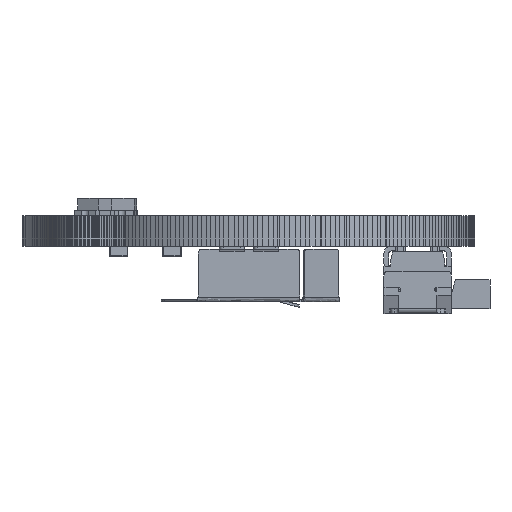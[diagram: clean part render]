
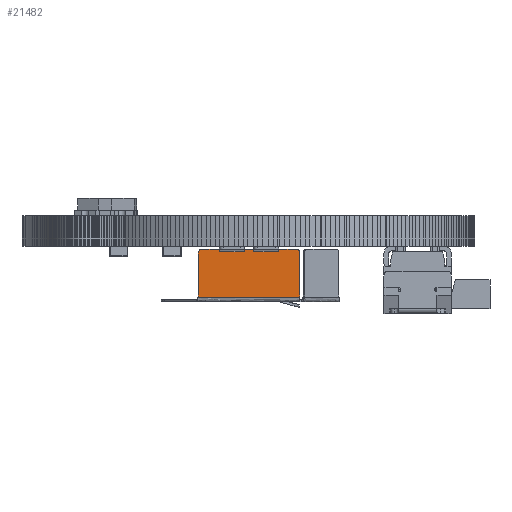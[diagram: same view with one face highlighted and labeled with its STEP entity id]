
A CAD part, left-side view. The second image highlights one B-rep face of the part: STEP entity #21482.
In plain terms, the highlighted face is planar.
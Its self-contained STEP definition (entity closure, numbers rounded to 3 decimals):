
#55=ELLIPSE('',#22909,0.257,0.184);
#57=ELLIPSE('',#22913,0.257,0.184);
#1096=PLANE('',#22912);
#2134=FACE_OUTER_BOUND('',#3239,.T.);
#3239=EDGE_LOOP('',(#19424,#19425,#19426,#19427,#19428,#19429,#19430,#19431,
#19432,#19433,#19434,#19435,#19436,#19437,#19438,#19439,#19440,#19441,#19442,
#19443,#19444,#19445));
#5835=LINE('',#34134,#8521);
#5838=LINE('',#34140,#8524);
#5839=LINE('',#34142,#8525);
#5840=LINE('',#34144,#8526);
#5841=LINE('',#34146,#8527);
#5842=LINE('',#34148,#8528);
#5843=LINE('',#34150,#8529);
#5844=LINE('',#34152,#8530);
#5845=LINE('',#34154,#8531);
#5846=LINE('',#34156,#8532);
#5847=LINE('',#34158,#8533);
#5848=LINE('',#34160,#8534);
#5849=LINE('',#34162,#8535);
#5850=LINE('',#34164,#8536);
#5851=LINE('',#34166,#8537);
#5852=LINE('',#34168,#8538);
#5853=LINE('',#34170,#8539);
#5854=LINE('',#34172,#8540);
#5855=LINE('',#34176,#8541);
#5856=LINE('',#34177,#8542);
#8521=VECTOR('',#27994,0.185);
#8524=VECTOR('',#27999,6.129);
#8525=VECTOR('',#28000,8.571);
#8526=VECTOR('',#28001,6.129);
#8527=VECTOR('',#28002,8.571);
#8528=VECTOR('',#28003,6.129);
#8529=VECTOR('',#28004,8.571);
#8530=VECTOR('',#28005,6.129);
#8531=VECTOR('',#28006,8.571);
#8532=VECTOR('',#28007,6.129);
#8533=VECTOR('',#28008,8.571);
#8534=VECTOR('',#28009,6.129);
#8535=VECTOR('',#28010,8.571);
#8536=VECTOR('',#28011,6.129);
#8537=VECTOR('',#28012,8.571);
#8538=VECTOR('',#28013,6.129);
#8539=VECTOR('',#28014,8.571);
#8540=VECTOR('',#28015,6.129);
#8541=VECTOR('',#28018,8.571);
#8542=VECTOR('',#28019,6.129);
#10778=VERTEX_POINT('',#34124);
#10779=VERTEX_POINT('',#34125);
#10782=VERTEX_POINT('',#34133);
#10784=VERTEX_POINT('',#34139);
#10785=VERTEX_POINT('',#34141);
#10786=VERTEX_POINT('',#34143);
#10787=VERTEX_POINT('',#34145);
#10788=VERTEX_POINT('',#34147);
#10789=VERTEX_POINT('',#34149);
#10790=VERTEX_POINT('',#34151);
#10791=VERTEX_POINT('',#34153);
#10792=VERTEX_POINT('',#34155);
#10793=VERTEX_POINT('',#34157);
#10794=VERTEX_POINT('',#34159);
#10795=VERTEX_POINT('',#34161);
#10796=VERTEX_POINT('',#34163);
#10797=VERTEX_POINT('',#34165);
#10798=VERTEX_POINT('',#34167);
#10799=VERTEX_POINT('',#34169);
#10800=VERTEX_POINT('',#34171);
#10801=VERTEX_POINT('',#34173);
#10802=VERTEX_POINT('',#34175);
#13683=EDGE_CURVE('',#10778,#10779,#55,.T.);
#13687=EDGE_CURVE('',#10782,#10779,#5835,.T.);
#13690=EDGE_CURVE('',#10778,#10784,#5838,.T.);
#13691=EDGE_CURVE('',#10784,#10785,#5839,.T.);
#13692=EDGE_CURVE('',#10785,#10786,#5840,.T.);
#13693=EDGE_CURVE('',#10786,#10787,#5841,.T.);
#13694=EDGE_CURVE('',#10787,#10788,#5842,.T.);
#13695=EDGE_CURVE('',#10788,#10789,#5843,.T.);
#13696=EDGE_CURVE('',#10789,#10790,#5844,.T.);
#13697=EDGE_CURVE('',#10790,#10791,#5845,.T.);
#13698=EDGE_CURVE('',#10791,#10792,#5846,.T.);
#13699=EDGE_CURVE('',#10792,#10793,#5847,.T.);
#13700=EDGE_CURVE('',#10793,#10794,#5848,.T.);
#13701=EDGE_CURVE('',#10794,#10795,#5849,.T.);
#13702=EDGE_CURVE('',#10795,#10796,#5850,.T.);
#13703=EDGE_CURVE('',#10796,#10797,#5851,.T.);
#13704=EDGE_CURVE('',#10797,#10798,#5852,.T.);
#13705=EDGE_CURVE('',#10798,#10799,#5853,.T.);
#13706=EDGE_CURVE('',#10799,#10800,#5854,.T.);
#13707=EDGE_CURVE('',#10801,#10800,#57,.T.);
#13708=EDGE_CURVE('',#10801,#10802,#5855,.T.);
#13709=EDGE_CURVE('',#10802,#10782,#5856,.T.);
#19424=ORIENTED_EDGE('',*,*,#13683,.F.);
#19425=ORIENTED_EDGE('',*,*,#13690,.T.);
#19426=ORIENTED_EDGE('',*,*,#13691,.T.);
#19427=ORIENTED_EDGE('',*,*,#13692,.T.);
#19428=ORIENTED_EDGE('',*,*,#13693,.T.);
#19429=ORIENTED_EDGE('',*,*,#13694,.T.);
#19430=ORIENTED_EDGE('',*,*,#13695,.T.);
#19431=ORIENTED_EDGE('',*,*,#13696,.T.);
#19432=ORIENTED_EDGE('',*,*,#13697,.T.);
#19433=ORIENTED_EDGE('',*,*,#13698,.T.);
#19434=ORIENTED_EDGE('',*,*,#13699,.T.);
#19435=ORIENTED_EDGE('',*,*,#13700,.T.);
#19436=ORIENTED_EDGE('',*,*,#13701,.T.);
#19437=ORIENTED_EDGE('',*,*,#13702,.T.);
#19438=ORIENTED_EDGE('',*,*,#13703,.T.);
#19439=ORIENTED_EDGE('',*,*,#13704,.T.);
#19440=ORIENTED_EDGE('',*,*,#13705,.T.);
#19441=ORIENTED_EDGE('',*,*,#13706,.T.);
#19442=ORIENTED_EDGE('',*,*,#13707,.F.);
#19443=ORIENTED_EDGE('',*,*,#13708,.T.);
#19444=ORIENTED_EDGE('',*,*,#13709,.T.);
#19445=ORIENTED_EDGE('',*,*,#13687,.T.);
#21482=ADVANCED_FACE('',(#2134),#1096,.T.);
#22909=AXIS2_PLACEMENT_3D('',#34126,#27986,#27987);
#22912=AXIS2_PLACEMENT_3D('',#34138,#27997,#27998);
#22913=AXIS2_PLACEMENT_3D('',#34174,#28016,#28017);
#27986=DIRECTION('center_axis',(-1.,0.,0.));
#27987=DIRECTION('ref_axis',(0.,0.,
1.));
#27994=DIRECTION('',(0.,0.,-1.));
#27997=DIRECTION('center_axis',(1.,0.,0.));
#27998=DIRECTION('ref_axis',(0.,0.,
1.));
#27999=DIRECTION('',(0.,1.,0.));
#28000=DIRECTION('',(0.,0.,1.));
#28001=DIRECTION('',(0.,1.,0.));
#28002=DIRECTION('',(0.,0.,-1.));
#28003=DIRECTION('',(0.,1.,0.));
#28004=DIRECTION('',(0.,0.,1.));
#28005=DIRECTION('',(0.,1.,0.));
#28006=DIRECTION('',(0.,0.,-1.));
#28007=DIRECTION('',(0.,1.,0.));
#28008=DIRECTION('',(0.,0.,1.));
#28009=DIRECTION('',(0.,1.,0.));
#28010=DIRECTION('',(0.,0.,-1.));
#28011=DIRECTION('',(0.,1.,0.));
#28012=DIRECTION('',(0.,0.,1.));
#28013=DIRECTION('',(0.,1.,0.));
#28014=DIRECTION('',(0.,0.,-1.));
#28015=DIRECTION('',(0.,1.,0.));
#28016=DIRECTION('center_axis',(-1.,0.,0.));
#28017=DIRECTION('ref_axis',(0.,0.,
-1.));
#28018=DIRECTION('',(0.,0.,1.));
#28019=DIRECTION('',(0.,-1.,0.));
#34124=CARTESIAN_POINT('',(7.204,-2.458,0.157));
#34125=CARTESIAN_POINT('',(7.204,-2.642,0.414));
#34126=CARTESIAN_POINT('Origin',(7.204,-2.458,0.414));
#34133=CARTESIAN_POINT('',(7.204,-2.642,2.643));
#34134=CARTESIAN_POINT('',(7.204,-2.642,3.225));
#34138=CARTESIAN_POINT('Origin',(7.204,0.015,1.555));
#34139=CARTESIAN_POINT('',(7.204,-1.54,0.157));
#34140=CARTESIAN_POINT('',(7.204,2.634,0.157));
#34141=CARTESIAN_POINT('',(7.204,-1.54,0.294));
#34142=CARTESIAN_POINT('',(7.204,-1.54,0.925));
#34143=CARTESIAN_POINT('',(7.204,-1.534,0.294));
#34144=CARTESIAN_POINT('',(7.204,-0.76,0.294));
#34145=CARTESIAN_POINT('',(7.204,-1.534,0.286));
#34146=CARTESIAN_POINT('',(7.204,-1.534,0.856));
#34147=CARTESIAN_POINT('',(7.204,-0.243,0.286));
#34148=CARTESIAN_POINT('',(7.204,-0.114,0.286));
#34149=CARTESIAN_POINT('',(7.204,-0.243,0.294));
#34150=CARTESIAN_POINT('',(7.204,-0.243,0.925));
#34151=CARTESIAN_POINT('',(7.204,-0.237,0.294));
#34152=CARTESIAN_POINT('',(7.204,-0.111,0.294));
#34153=CARTESIAN_POINT('',(7.204,-0.237,0.157));
#34154=CARTESIAN_POINT('',(7.204,-0.237,0.856));
#34155=CARTESIAN_POINT('',(7.204,0.233,0.157));
#34156=CARTESIAN_POINT('',(7.204,2.634,0.157));
#34157=CARTESIAN_POINT('',(7.204,0.233,0.294));
#34158=CARTESIAN_POINT('',(7.204,0.233,0.856));
#34159=CARTESIAN_POINT('',(7.204,0.239,0.294));
#34160=CARTESIAN_POINT('',(7.204,0.124,0.294));
#34161=CARTESIAN_POINT('',(7.204,0.239,0.286));
#34162=CARTESIAN_POINT('',(7.204,0.239,0.925));
#34163=CARTESIAN_POINT('',(7.204,1.53,0.286));
#34164=CARTESIAN_POINT('',(7.204,0.127,0.286));
#34165=CARTESIAN_POINT('',(7.204,1.53,0.294));
#34166=CARTESIAN_POINT('',(7.204,1.53,0.856));
#34167=CARTESIAN_POINT('',(7.204,1.536,0.294));
#34168=CARTESIAN_POINT('',(7.204,0.773,0.294));
#34169=CARTESIAN_POINT('',(7.204,1.536,0.157));
#34170=CARTESIAN_POINT('',(7.204,1.536,0.925));
#34171=CARTESIAN_POINT('',(7.204,2.45,0.157));
#34172=CARTESIAN_POINT('',(7.204,2.634,0.157));
#34173=CARTESIAN_POINT('',(7.204,2.634,0.414));
#34174=CARTESIAN_POINT('Origin',(7.204,2.45,0.414));
#34175=CARTESIAN_POINT('',(7.204,2.634,2.643));
#34176=CARTESIAN_POINT('',(7.204,2.634,2.643));
#34177=CARTESIAN_POINT('',(7.204,0.026,2.643));
